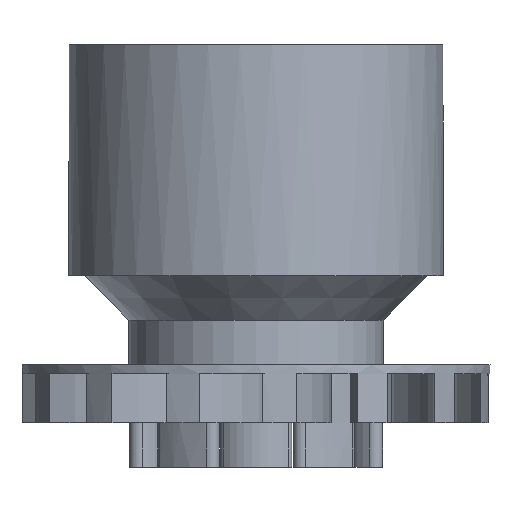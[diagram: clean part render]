
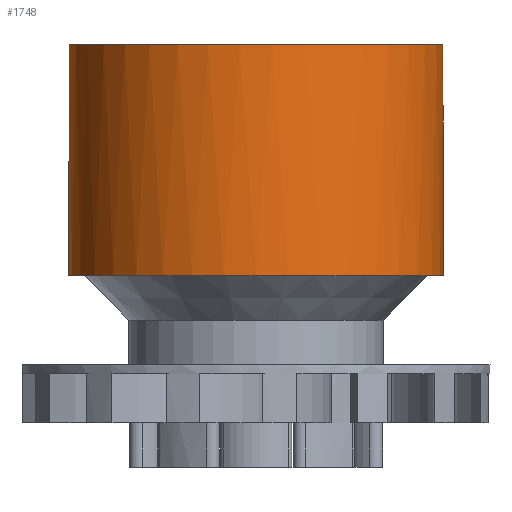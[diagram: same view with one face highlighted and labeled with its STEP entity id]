
A CAD part, front view. The second image highlights one B-rep face of the part: STEP entity #1748.
In plain terms, the highlighted cylindrical face has radius 4.2 mm (diameter 8.4 mm), a partial arc.
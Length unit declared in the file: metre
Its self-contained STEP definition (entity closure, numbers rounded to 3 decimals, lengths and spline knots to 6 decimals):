
#55=ELLIPSE('',#1866,0.00594,0.0042);
#56=ELLIPSE('',#1868,0.00594,0.0042);
#57=CIRCLE('',#1865,0.0042);
#58=CIRCLE('',#1867,0.0042);
#232=ORIENTED_EDGE('',*,*,#792,.T.);
#233=ORIENTED_EDGE('',*,*,#793,.F.);
#234=ORIENTED_EDGE('',*,*,#794,.F.);
#235=ORIENTED_EDGE('',*,*,#795,.T.);
#236=ORIENTED_EDGE('',*,*,#796,.T.);
#237=ORIENTED_EDGE('',*,*,#797,.T.);
#792=EDGE_CURVE('',#1072,#1073,#1260,.T.);
#793=EDGE_CURVE('',#1074,#1073,#57,.T.);
#794=EDGE_CURVE('',#1075,#1074,#1261,.T.);
#795=EDGE_CURVE('',#1075,#1076,#55,.T.);
#796=EDGE_CURVE('',#1076,#1077,#58,.T.);
#797=EDGE_CURVE('',#1077,#1072,#56,.F.);
#1072=VERTEX_POINT('',#2810);
#1073=VERTEX_POINT('',#2811);
#1074=VERTEX_POINT('',#2813);
#1075=VERTEX_POINT('',#2815);
#1076=VERTEX_POINT('',#2817);
#1077=VERTEX_POINT('',#2819);
#1260=LINE('',#2809,#1361);
#1261=LINE('',#2814,#1362);
#1361=VECTOR('',#2148,1.);
#1362=VECTOR('',#2151,1.);
#1462=EDGE_LOOP('',(#232,#233,#234,#235,#236,#237));
#1574=FACE_BOUND('',#1462,.T.);
#1686=CYLINDRICAL_SURFACE('',#1864,0.0042);
#1748=ADVANCED_FACE('',(#1574),#1686,.T.);
#1864=AXIS2_PLACEMENT_3D('',#2808,#2146,#2147);
#1865=AXIS2_PLACEMENT_3D('',#2812,#2149,#2150);
#1866=AXIS2_PLACEMENT_3D('',#2816,#2152,#2153);
#1867=AXIS2_PLACEMENT_3D('',#2818,#2154,#2155);
#1868=AXIS2_PLACEMENT_3D('',#2820,#2156,#2157);
#2146=DIRECTION('',(0.,0.,-1.));
#2147=DIRECTION('',(-1.,0.,0.));
#2148=DIRECTION('',(0.,0.,1.));
#2149=DIRECTION('',(0.,0.,1.));
#2150=DIRECTION('',(1.,0.,0.));
#2151=DIRECTION('',(0.,0.,1.));
#2152=DIRECTION('',(0.707,0.,0.707));
#2153=DIRECTION('',(0.707,0.,-0.707));
#2154=DIRECTION('',(0.,0.,1.));
#2155=DIRECTION('',(1.,0.,0.));
#2156=DIRECTION('',(0.707,0.,-0.707));
#2157=DIRECTION('',(-0.707,0.,-0.707));
#2808=CARTESIAN_POINT('',(0.,0.,0.017675));
#2809=CARTESIAN_POINT('',(0.0005,0.00417,0.0125));
#2810=CARTESIAN_POINT('',(0.0005,0.00417,0.0115));
#2811=CARTESIAN_POINT('',(0.0005,0.00417,0.017675));
#2812=CARTESIAN_POINT('',(0.,0.,0.017675));
#2813=CARTESIAN_POINT('',(-0.0005,0.00417,0.017675));
#2814=CARTESIAN_POINT('',(-0.0005,0.00417,0.0125));
#2815=CARTESIAN_POINT('',(-0.0005,0.00417,0.0115));
#2816=CARTESIAN_POINT('',(0.,0.,0.011));
#2817=CARTESIAN_POINT('',(-0.0015,0.003923,0.0125));
#2818=CARTESIAN_POINT('',(0.,0.,0.0125));
#2819=CARTESIAN_POINT('',(0.0015,0.003923,0.0125));
#2820=CARTESIAN_POINT('',(0.,0.,0.011));
